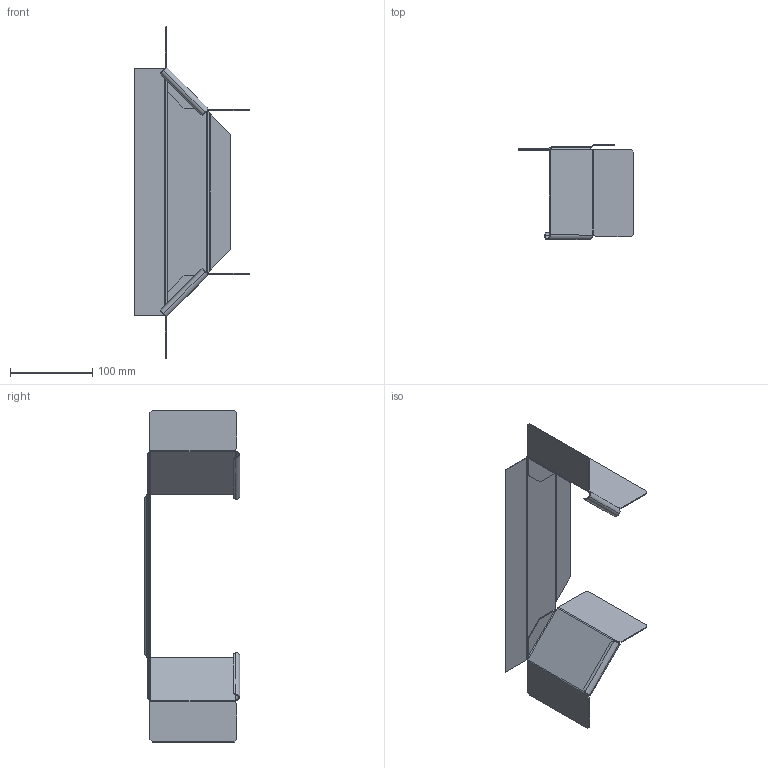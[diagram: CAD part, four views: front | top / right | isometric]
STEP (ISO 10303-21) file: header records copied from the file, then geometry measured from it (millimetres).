
FILE_DESCRIPTION((''),'2;1');
FILE_NAME('7002653_ASM','2012-09-21T',('AndreasKeweloh'),(''),'PRO/ENGINEER BY PARAMETRIC TECHNOLOGY CORPORATION, 2012230','PRO/ENGINEER BY PARAMETRIC TECHNOLOGY CORPORATION, 2012230','');
FILE_SCHEMA(('CONFIG_CONTROL_DESIGN'));
Length unit declared in the file: millimetre
Products named in the file (4): 7002653_1; W_7002653_ASM; BODENBL7002653-200_1; 7002653_ASM
Assembly tree (4 placements, depth 3):
  7002653_ASM
    W_7002653_ASM  x2
      7002653_1
    BODENBL7002653-200_1
Bounding box: 140.09 x 115.75 x 402.47 mm (x, y, z)
Volume: 80229.9 mm3; surface area: 142352.1 mm2
Topology: 3 solids, 3 shells, 134 faces, 334 edges, 202 vertices
Faces by surface type: plane 82, cylinder 30, bspline 18, torus 4
Entity records: 4032 total; most frequent: CARTESIAN_POINT 1986, ORIENTED_EDGE 418, DIRECTION 375, EDGE_CURVE 209, VECTOR 163, LINE 163, VERTEX_POINT 128, AXIS2_PLACEMENT_3D 106
